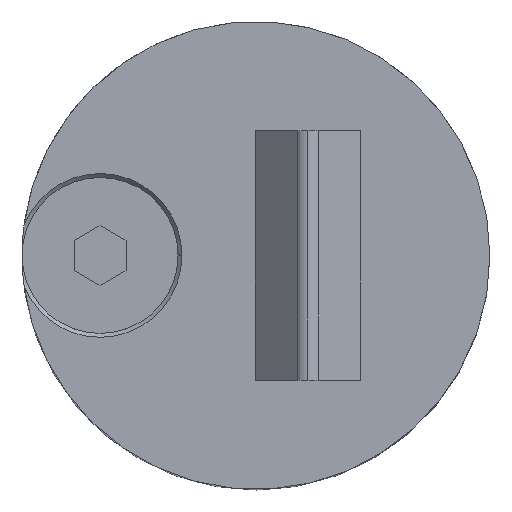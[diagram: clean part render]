
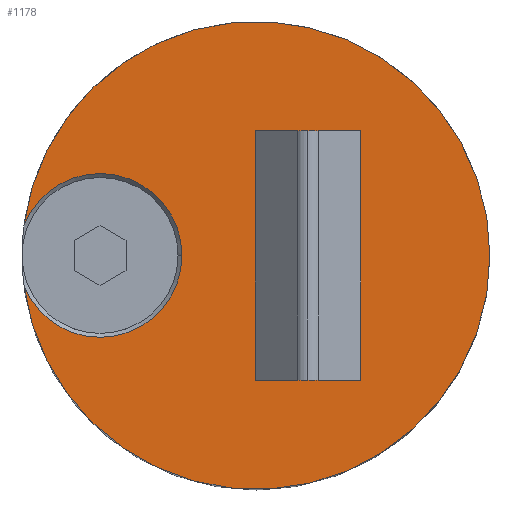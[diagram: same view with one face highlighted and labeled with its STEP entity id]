
A CAD part, top view. The second image highlights one B-rep face of the part: STEP entity #1178.
In plain terms, the highlighted planar face has unit normal (0, 0, 1).
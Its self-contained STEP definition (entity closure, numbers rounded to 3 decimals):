
#30 = PLANE ( 'NONE',  #1863 ) ;
#41 = FACE_OUTER_BOUND ( 'NONE', #1880, .T. ) ;
#62 = EDGE_CURVE ( 'NONE', #1373, #261, #856, .T. ) ;
#66 = AXIS2_PLACEMENT_3D ( 'NONE', #786, #778, #777 ) ;
#238 = AXIS2_PLACEMENT_3D ( 'NONE', #858, #855, #834 ) ;
#261 = VERTEX_POINT ( 'NONE', #1898 ) ;
#295 = EDGE_CURVE ( 'NONE', #261, #1479, #843, .T. ) ;
#310 = EDGE_CURVE ( 'NONE', #1373, #1206, #772, .T. ) ;
#523 = DIRECTION ( 'NONE',  ( 0., 0., 1. ) ) ;
#554 = AXIS2_PLACEMENT_3D ( 'NONE', #1790, #1773, #951 ) ;
#715 = DIRECTION ( 'NONE',  ( 1., 0., 0. ) ) ;
#734 = ORIENTED_EDGE ( 'NONE', *, *, #1598, .T. ) ;
#772 = CIRCLE ( 'NONE', #66, 3.15 ) ;
#777 = DIRECTION ( 'NONE',  ( 1., 0., 0. ) ) ;
#778 = DIRECTION ( 'NONE',  ( 0., 0., -1. ) ) ;
#786 = CARTESIAN_POINT ( 'NONE',  ( -6., 0., 0. ) ) ;
#791 = CARTESIAN_POINT ( 'NONE',  ( 0., 0., 0. ) ) ;
#834 = DIRECTION ( 'NONE',  ( 1., 0., 0. ) ) ;
#843 = CIRCLE ( 'NONE', #238, 9. ) ;
#855 = DIRECTION ( 'NONE',  ( 0., 0., -1. ) ) ;
#856 = CIRCLE ( 'NONE', #1325, 9. ) ;
#858 = CARTESIAN_POINT ( 'NONE',  ( 0., 0., 0. ) ) ;
#951 = DIRECTION ( 'NONE',  ( 1., 0., 0. ) ) ;
#956 = ORIENTED_EDGE ( 'NONE', *, *, #310, .T. ) ;
#1090 = CARTESIAN_POINT ( 'NONE',  ( -8.923, -1.174, 0. ) ) ;
#1099 = CARTESIAN_POINT ( 'NONE',  ( -2.85, 0., 0. ) ) ;
#1155 = DIRECTION ( 'NONE',  ( 1., 0., 0. ) ) ;
#1161 = CARTESIAN_POINT ( 'NONE',  ( -8.923, 1.174, 0. ) ) ;
#1178 = ADVANCED_FACE ( 'NONE', ( #41 ), #30, .T. ) ;
#1206 = VERTEX_POINT ( 'NONE', #1099 ) ;
#1277 = CARTESIAN_POINT ( 'NONE',  ( 0., 0., 0. ) ) ;
#1325 = AXIS2_PLACEMENT_3D ( 'NONE', #1277, #1372, #715 ) ;
#1372 = DIRECTION ( 'NONE',  ( 0., 0., -1. ) ) ;
#1373 = VERTEX_POINT ( 'NONE', #1161 ) ;
#1479 = VERTEX_POINT ( 'NONE', #1090 ) ;
#1505 = CIRCLE ( 'NONE', #554, 3.15 ) ;
#1506 = ORIENTED_EDGE ( 'NONE', *, *, #295, .F. ) ;
#1509 = ORIENTED_EDGE ( 'NONE', *, *, #62, .F. ) ;
#1598 = EDGE_CURVE ( 'NONE', #1206, #1479, #1505, .T. ) ;
#1773 = DIRECTION ( 'NONE',  ( 0., 0., -1. ) ) ;
#1790 = CARTESIAN_POINT ( 'NONE',  ( -6., 0., 0. ) ) ;
#1863 = AXIS2_PLACEMENT_3D ( 'NONE', #791, #523, #1155 ) ;
#1880 = EDGE_LOOP ( 'NONE', ( #1509, #956, #734, #1506 ) ) ;
#1898 = CARTESIAN_POINT ( 'NONE',  ( 9., 0., 0. ) ) ;
